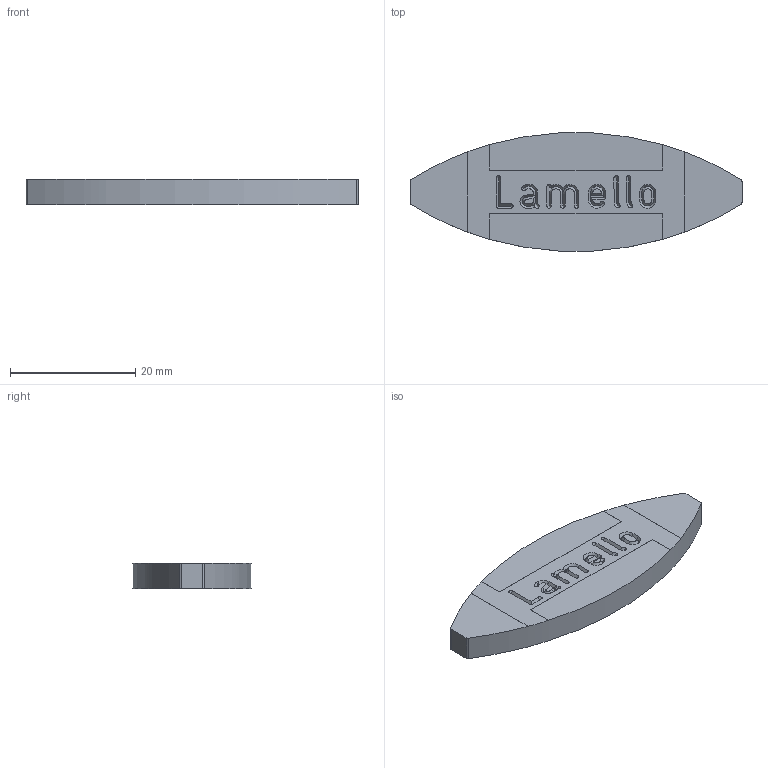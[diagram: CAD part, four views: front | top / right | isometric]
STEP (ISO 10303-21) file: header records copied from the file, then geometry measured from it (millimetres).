
FILE_DESCRIPTION(/* description */ (''),/* implementation_level */ '2;1');
FILE_NAME(/* name */ 'Original_Holzlamelle_Groesse_10.stp',/* time_stamp */ '2021-07-08T10:04:24+02:00',/* author */ ('matthiask'),/* organization */ (''),/* preprocessor_version */ 'ST-DEVELOPER v18',/* originating_system */ 'Autodesk Inventor 2020',/* authorisation */ '');
FILE_SCHEMA (('AUTOMOTIVE_DESIGN { 1 0 10303 214 3 1 1 }'));
Length unit declared in the file: millimetre
Products named in the file (1): Lamello -10-
Bounding box: 53 x 18.84 x 4.02 mm (x, y, z)
Volume: 2978.1 mm3; surface area: 2019 mm2
Topology: 1 solids, 1 shells, 146 faces, 387 edges, 257 vertices
Faces by surface type: plane 88, cone 52, cylinder 6
Entity records: 4588 total; most frequent: CARTESIAN_POINT 809, DIRECTION 803, ORIENTED_EDGE 772, EDGE_CURVE 386, AXIS2_PLACEMENT_3D 278, VERTEX_POINT 257, LINE 247, VECTOR 247
